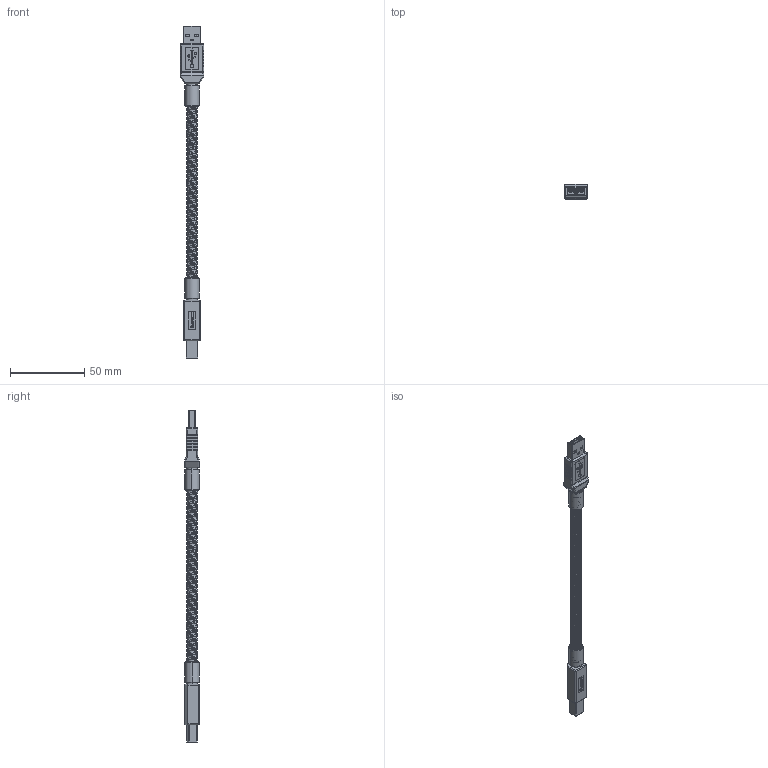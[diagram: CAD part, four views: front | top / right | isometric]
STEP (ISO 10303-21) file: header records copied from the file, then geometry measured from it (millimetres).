
FILE_DESCRIPTION (( 'STEP AP214' ), '1' );
FILE_NAME ('CSMUAB-MT.STEP', '2018-09-04T12:26:52', ( '' ), ( '' ), 'SwSTEP 2.0', 'SolidWorks 2017', '' );
FILE_SCHEMA (( 'AUTOMOTIVE_DESIGN' ));
Length unit declared in the file: inch
Products named in the file (20): 1AA05-003_CRIMPED; 1AA05-004; 1AA05-003-MA5; 1AA05-003-MA1; 1AA05-045-MA1; MTN-667; MTN-676; 1AA05-004-MA1; 1AA05-003-MA3; 1AA05-004-MA3___; 1AJ09-090; 1AA05-003-MA2_CRIMPED; 1AA05-004-MA4___; 1AL08-314; 1AA05-045-MA2; MTN-676_NO ARMOR; 1AA05-003-MA4; MTN-667_NO ARMOR; CSMUAB-MT; 1AA05-004-MA2_NOT CRIMPED
Assembly tree (25 placements, depth 5):
  CSMUAB-MT
    1AL08-314
    MTN-676_NO ARMOR
      1AA05-004
        1AA05-004-MA4___
          1AA05-004-MA3___
          1AA05-045-MA1  x2
          1AA05-045-MA2  x2
        1AA05-004-MA1
        1AA05-004-MA2_NOT CRIMPED
      MTN-676
      1AJ09-090
    MTN-667_NO ARMOR
      1AA05-003_CRIMPED
        1AA05-003-MA1
        1AA05-003-MA2_CRIMPED
        1AA05-003-MA3
        1AA05-003-MA4  x4
        1AA05-003-MA5
      1AJ09-090
      MTN-667
Bounding box: 15.7 x 10 x 223.68 mm (x, y, z)
Volume: 8570.1 mm3; surface area: 20350.6 mm2
Topology: 23 solids, 24 shells, 1672 faces, 4490 edges, 2857 vertices
Faces by surface type: plane 862, cylinder 578, bspline 160, sphere 38, torus 22, cone 12
Entity records: 213797 total; most frequent: CARTESIAN_POINT 176645, ORIENTED_EDGE 7944, DIRECTION 6591, EDGE_CURVE 3972, VECTOR 2617, LINE 2617, VERTEX_POINT 2564, AXIS2_PLACEMENT_3D 1987
